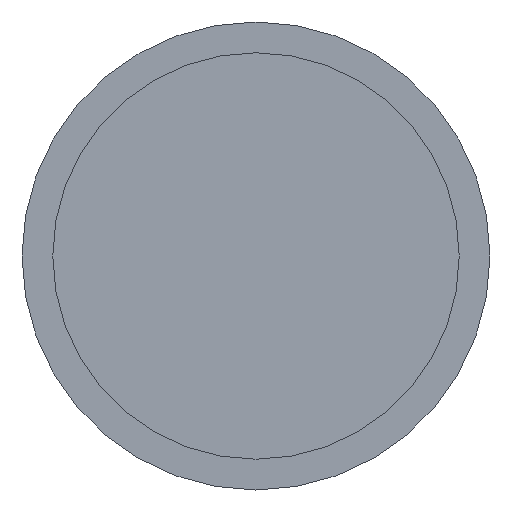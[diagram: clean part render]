
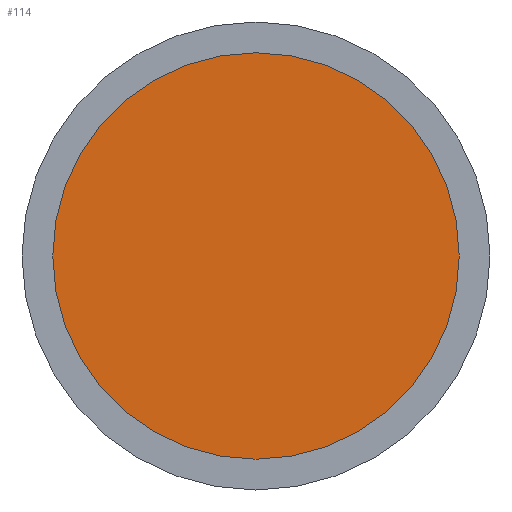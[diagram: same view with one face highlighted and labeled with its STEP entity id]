
A CAD part, left-side view. The second image highlights one B-rep face of the part: STEP entity #114.
In plain terms, the highlighted planar face has unit normal (-1, 0, 0).
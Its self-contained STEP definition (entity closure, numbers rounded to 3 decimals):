
#97=FACE_OUTER_BOUND('',#161,.T.);
#114=ADVANCED_FACE('',(#97),#120,.F.);
#120=PLANE('',#241);
#161=EDGE_LOOP('',(#183));
#183=ORIENTED_EDGE('',*,*,#202,.T.);
#190=VERTEX_POINT('',#302);
#202=EDGE_CURVE('',#190,#190,#213,.T.);
#213=CIRCLE('',#226,8.25);
#226=AXIS2_PLACEMENT_3D('',#301,#255,#256);
#241=AXIS2_PLACEMENT_3D('',#323,#285,#286);
#255=DIRECTION('',(-1.,0.,0.));
#256=DIRECTION('',(0.,1.,0.));
#285=DIRECTION('',(1.,0.,0.));
#286=DIRECTION('',(0.,0.,-1.));
#301=CARTESIAN_POINT('',(0.,0.,0.));
#302=CARTESIAN_POINT('',(0.,8.25,0.));
#323=CARTESIAN_POINT('',(0.,0.,-4.54));
